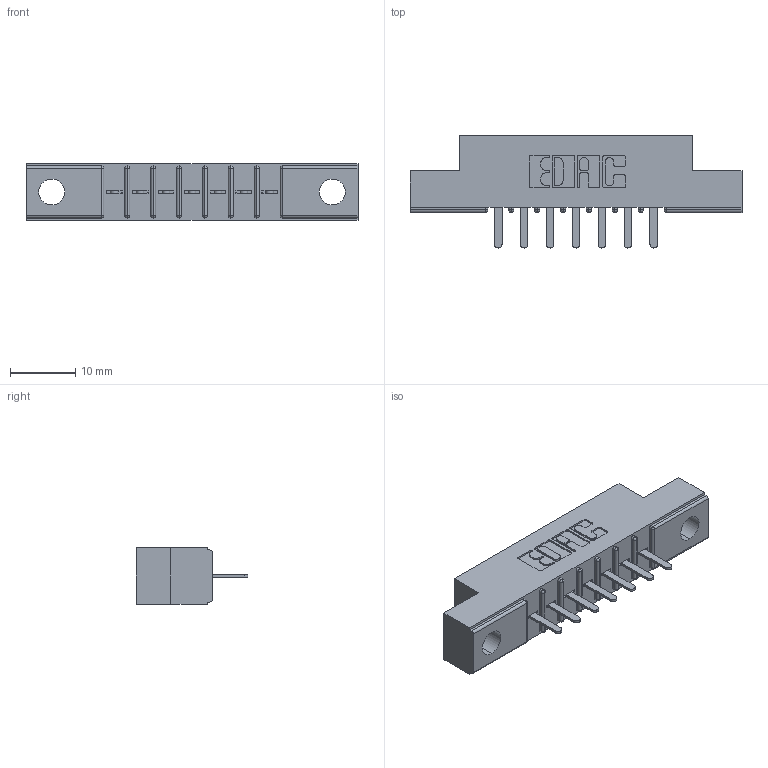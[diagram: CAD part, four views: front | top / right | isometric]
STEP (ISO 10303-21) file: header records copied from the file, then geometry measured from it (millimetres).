
FILE_DESCRIPTION (( 'STEP AP203' ), '1' );
FILE_NAME ('306-007-520-104.STEP', '2019-09-11T18:55:34', ( '' ), ( '' ), 'SwSTEP 2.0', 'SolidWorks 2016', '' );
FILE_SCHEMA (( 'CONFIG_CONTROL_DESIGN' ));
Length unit declared in the file: inch
Products named in the file (3): 306-007-520-104; 306-290-001_120; 306 Part_.156 Dia
Assembly tree (8 placements, depth 2):
  306-007-520-104
    306 Part_.156 Dia
    306-290-001_120  x7
Bounding box: 50.75 x 17.12 x 8.71 mm (x, y, z)
Volume: 3295.7 mm3; surface area: 4273.2 mm2
Topology: 8 solids, 8 shells, 620 faces, 1731 edges, 1114 vertices
Faces by surface type: plane 411, cylinder 181, sphere 28
Entity records: 11436 total; most frequent: CARTESIAN_POINT 1918, ORIENTED_EDGE 1894, DIRECTION 1887, EDGE_CURVE 947, LINE 729, VECTOR 729, VERTEX_POINT 610, AXIS2_PLACEMENT_3D 579
